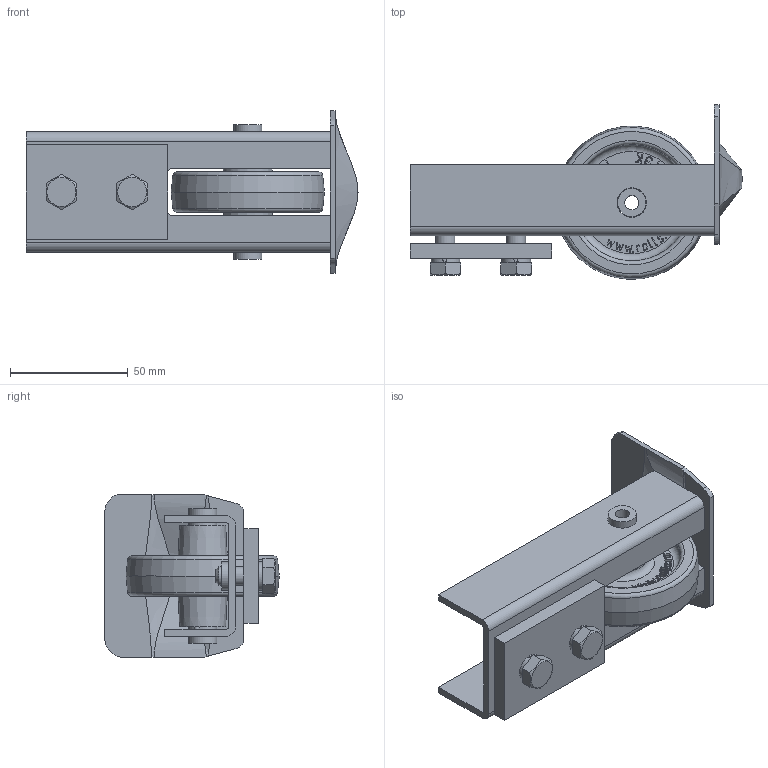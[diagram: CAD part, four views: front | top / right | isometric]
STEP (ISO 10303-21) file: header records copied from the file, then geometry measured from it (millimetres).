
FILE_DESCRIPTION(('STEP AP203'), '1');
FILE_NAME('ÐË 025 05 00 000 ÑÁ Ðîëèê êîíöåâîé ñú¸ìíûé ÝÊÎ (ÎÁ)', '2015-09-25T08:18:04', ('Åôàíîâ'), ('ÐÎËÒÝÊ'), 'ASCON STEP Converter 1.3', 'ASCON Math Kernel', '');
FILE_SCHEMA(('CONFIG_CONTROL_DESIGN'));
Length unit declared in the file: millimetre
Products named in the file (1): 倓025.05.00.00024
Bounding box: 140.7 x 73.97 x 69 mm (x, y, z)
Volume: 106745 mm3; surface area: 59865.7 mm2
Topology: 1 solids, 1 shells, 1064 faces, 3023 edges, 2007 vertices
Faces by surface type: cylinder 603, plane 435, torus 10, cone 10, bspline 6
Full cylindrical faces by diameter (mm): 6 x1, 8 x4, 9 x2, 12 x2, 12.042 x1, 12.4 x1, 12.5 x2
Entity records: 35795 total; most frequent: CARTESIAN_POINT 7038, DIRECTION 6307, ORIENTED_EDGE 5980, EDGE_CURVE 2990, AXIS2_PLACEMENT_3D 2306, VERTEX_POINT 2007, LINE 1695, VECTOR 1695
